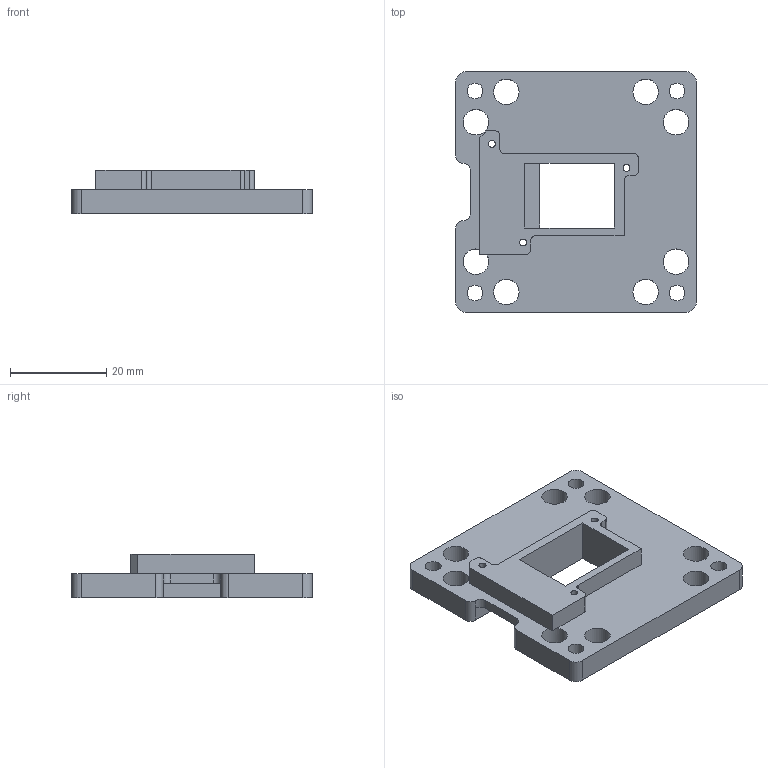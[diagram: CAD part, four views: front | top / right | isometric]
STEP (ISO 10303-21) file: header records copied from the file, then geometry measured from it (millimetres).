
FILE_DESCRIPTION(/* description */ (''),/* implementation_level */ '2;1');
FILE_NAME(/* name */ '30_IM_TopPlate_KES400A_holder_v3.ipt.step',/* time_stamp */ '2022-11-29T08:22:54+01:00',/* author */ ('wanghaoran'),/* organization */ (''),/* preprocessor_version */ 'ST-DEVELOPER v18.1',/* originating_system */ 'Autodesk Inventor 2022',/* authorisation */ '');
FILE_SCHEMA (('AUTOMOTIVE_DESIGN { 1 0 10303 214 3 1 1 }'));
Length unit declared in the file: millimetre
Products named in the file (1): 30_IM_TopPlate_KES400A_holder_v3
Bounding box: 50 x 50 x 9 mm (x, y, z)
Volume: 11037.9 mm3; surface area: 7172.1 mm2
Topology: 1 solids, 1 shells, 67 faces, 182 edges, 120 vertices
Faces by surface type: plane 34, cylinder 33
Full cylindrical faces by diameter (mm): 1.4 x2, 1.5 x1, 2 x3, 3.3 x4, 5.3 x8
Entity records: 2248 total; most frequent: DIRECTION 386, CARTESIAN_POINT 371, ORIENTED_EDGE 364, EDGE_CURVE 182, AXIS2_PLACEMENT_3D 136, VERTEX_POINT 120, LINE 114, VECTOR 114
